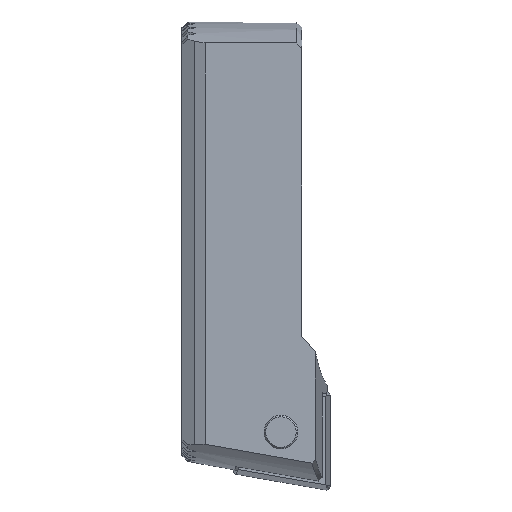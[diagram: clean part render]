
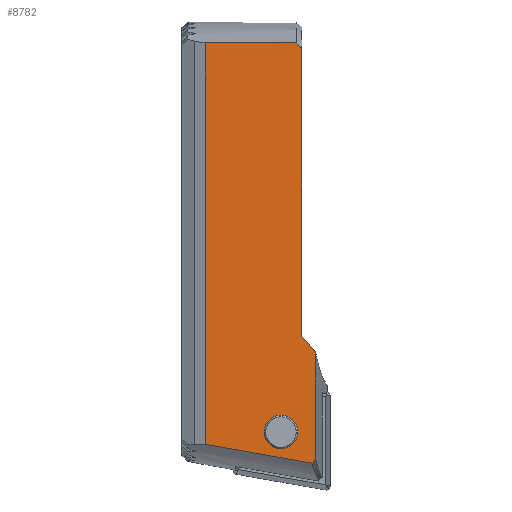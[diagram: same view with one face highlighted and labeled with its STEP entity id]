
A CAD part, front view. The second image highlights one B-rep face of the part: STEP entity #8782.
In plain terms, the highlighted planar face has unit normal (0, -1, 0).
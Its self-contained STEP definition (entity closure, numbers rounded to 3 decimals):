
#157 = ORIENTED_EDGE ( 'NONE', *, *, #14612, .F. ) ;
#253 = VECTOR ( 'NONE', #9816, 1000. ) ;
#257 = CARTESIAN_POINT ( 'NONE',  ( 12.323, -9.3, -21.111 ) ) ;
#328 = CARTESIAN_POINT ( 'NONE',  ( 12.556, -9.3, -20.863 ) ) ;
#395 = DIRECTION ( 'NONE',  ( -0.985, 0., 0.174 ) ) ;
#670 = ORIENTED_EDGE ( 'NONE', *, *, #12875, .T. ) ;
#977 = CARTESIAN_POINT ( 'NONE',  ( 10.7, -9.3, 20.063 ) ) ;
#1908 = ORIENTED_EDGE ( 'NONE', *, *, #6777, .T. ) ;
#1955 = VERTEX_POINT ( 'NONE', #16354 ) ;
#2311 = VERTEX_POINT ( 'NONE', #11678 ) ;
#3225 = CARTESIAN_POINT ( 'NONE',  ( 9.155, -9.3, -16.528 ) ) ;
#4109 = VECTOR ( 'NONE', #14604, 1000. ) ;
#4177 = DIRECTION ( 'NONE',  ( 0., 0., 1. ) ) ;
#4197 = LINE ( 'NONE', #5358, #253 ) ;
#4549 = LINE ( 'NONE', #10193, #14145 ) ;
#5153 = CARTESIAN_POINT ( 'NONE',  ( 12.556, -9.3, -10.3 ) ) ;
#5222 = EDGE_CURVE ( 'NONE', #18048, #18641, #16757, .T. ) ;
#5358 = CARTESIAN_POINT ( 'NONE',  ( 11.2, -9.3, 20.063 ) ) ;
#5756 = B_SPLINE_CURVE_WITH_KNOTS ( 'NONE', 3,
 ( #5153, #15343, #6603, #10885 ),
 .UNSPECIFIED., .F., .F.,
 ( 4, 4 ),
 ( 0.02, 0.022 ),
 .UNSPECIFIED. ) ;
#6066 = ORIENTED_EDGE ( 'NONE', *, *, #5222, .F. ) ;
#6559 = EDGE_CURVE ( 'NONE', #15097, #12052, #10275, .T. ) ;
#6603 = CARTESIAN_POINT ( 'NONE',  ( 11.65, -9.3, -9.289 ) ) ;
#6777 = EDGE_CURVE ( 'NONE', #2311, #1955, #4549, .T. ) ;
#6792 = ORIENTED_EDGE ( 'NONE', *, *, #7214, .T. ) ;
#7214 = EDGE_CURVE ( 'NONE', #8082, #8082, #17514, .T. ) ;
#7837 = CARTESIAN_POINT ( 'NONE',  ( 0.224, -9.3, -19.122 ) ) ;
#8082 = VERTEX_POINT ( 'NONE', #3225 ) ;
#8782 = ADVANCED_FACE ( 'NONE', ( #12405, #16738 ), #8802, .F. ) ;
#8802 = PLANE ( 'NONE',  #15546 ) ;
#9137 = CARTESIAN_POINT ( 'NONE',  ( 12.44, -9.3, -20.987 ) ) ;
#9181 = CARTESIAN_POINT ( 'NONE',  ( 12.207, -9.3, -21.235 ) ) ;
#9278 = EDGE_CURVE ( 'NONE', #18641, #17772, #4197, .T. ) ;
#9470 = LINE ( 'NONE', #7837, #12890 ) ;
#9816 = DIRECTION ( 'NONE',  ( 1., 0., 0. ) ) ;
#9850 = CARTESIAN_POINT ( 'NONE',  ( 11.2, -9.3, 19.51 ) ) ;
#10193 = CARTESIAN_POINT ( 'NONE',  ( 12.556, -9.3, -23.875 ) ) ;
#10275 = LINE ( 'NONE', #18924, #4109 ) ;
#10598 = DIRECTION ( 'NONE',  ( 0., 1., 0. ) ) ;
#10774 = DIRECTION ( 'NONE',  ( 0., 0., 1. ) ) ;
#10885 = CARTESIAN_POINT ( 'NONE',  ( 11.2, -9.3, -8.781 ) ) ;
#11192 = CARTESIAN_POINT ( 'NONE',  ( 1.7, -9.3, 20.063 ) ) ;
#11255 = CARTESIAN_POINT ( 'NONE',  ( 10.867, -9.3, 19.878 ) ) ;
#11290 = CARTESIAN_POINT ( 'NONE',  ( 11.2, -9.3, -8.781 ) ) ;
#11596 = DIRECTION ( 'NONE',  ( 0., 0., 1. ) ) ;
#11612 = ORIENTED_EDGE ( 'NONE', *, *, #6559, .F. ) ;
#11678 = CARTESIAN_POINT ( 'NONE',  ( 12.556, -9.3, -20.863 ) ) ;
#12052 = VERTEX_POINT ( 'NONE', #11290 ) ;
#12405 = FACE_BOUND ( 'NONE', #14584, .T. ) ;
#12875 = EDGE_CURVE ( 'NONE', #15905, #2311, #13333, .T. ) ;
#12890 = VECTOR ( 'NONE', #395, 1000. ) ;
#12894 = VECTOR ( 'NONE', #10774, 1000. ) ;
#12913 = CARTESIAN_POINT ( 'NONE',  ( 9.155, -9.3, -18.178 ) ) ;
#13333 = B_SPLINE_CURVE_WITH_KNOTS ( 'NONE', 3,
 ( #9181, #257, #9137, #328 ),
 .UNSPECIFIED., .F., .F.,
 ( 4, 4 ),
 ( 0., 1. ),
 .UNSPECIFIED. ) ;
#13444 = CARTESIAN_POINT ( 'NONE',  ( 1.7, -9.3, -19.382 ) ) ;
#13660 = AXIS2_PLACEMENT_3D ( 'NONE', #12913, #15977, #4177 ) ;
#13752 = EDGE_CURVE ( 'NONE', #1955, #12052, #5756, .T. ) ;
#14145 = VECTOR ( 'NONE', #11596, 1000. ) ;
#14584 = EDGE_LOOP ( 'NONE', ( #6792 ) ) ;
#14604 = DIRECTION ( 'NONE',  ( 0., 0., -1. ) ) ;
#14612 = EDGE_CURVE ( 'NONE', #15905, #18048, #9470, .T. ) ;
#15011 = ORIENTED_EDGE ( 'NONE', *, *, #18634, .F. ) ;
#15086 = ORIENTED_EDGE ( 'NONE', *, *, #9278, .F. ) ;
#15097 = VERTEX_POINT ( 'NONE', #18046 ) ;
#15343 = CARTESIAN_POINT ( 'NONE',  ( 12.102, -9.3, -9.795 ) ) ;
#15451 = B_SPLINE_CURVE_WITH_KNOTS ( 'NONE', 3,
 ( #977, #11255, #16971, #9850 ),
 .UNSPECIFIED., .F., .F.,
 ( 4, 4 ),
 ( 0.019, 0.02 ),
 .UNSPECIFIED. ) ;
#15546 = AXIS2_PLACEMENT_3D ( 'NONE', #17960, #10598, #17775 ) ;
#15803 = CARTESIAN_POINT ( 'NONE',  ( 12.207, -9.3, -21.235 ) ) ;
#15905 = VERTEX_POINT ( 'NONE', #15803 ) ;
#15977 = DIRECTION ( 'NONE',  ( 0., 1., 0. ) ) ;
#16354 = CARTESIAN_POINT ( 'NONE',  ( 12.556, -9.3, -10.3 ) ) ;
#16631 = CARTESIAN_POINT ( 'NONE',  ( 1.7, -9.3, -23.875 ) ) ;
#16738 = FACE_OUTER_BOUND ( 'NONE', #18118, .T. ) ;
#16757 = LINE ( 'NONE', #16631, #12894 ) ;
#16971 = CARTESIAN_POINT ( 'NONE',  ( 11.034, -9.3, 19.694 ) ) ;
#16999 = ORIENTED_EDGE ( 'NONE', *, *, #13752, .T. ) ;
#17514 = CIRCLE ( 'NONE', #13660, 1.65 ) ;
#17772 = VERTEX_POINT ( 'NONE', #18089 ) ;
#17775 = DIRECTION ( 'NONE',  ( 0., 0., 1. ) ) ;
#17960 = CARTESIAN_POINT ( 'NONE',  ( 1.7, -9.3, -23.875 ) ) ;
#18046 = CARTESIAN_POINT ( 'NONE',  ( 11.2, -9.3, 19.51 ) ) ;
#18048 = VERTEX_POINT ( 'NONE', #13444 ) ;
#18089 = CARTESIAN_POINT ( 'NONE',  ( 10.7, -9.3, 20.063 ) ) ;
#18118 = EDGE_LOOP ( 'NONE', ( #15086, #6066, #157, #670, #1908, #16999, #11612, #15011 ) ) ;
#18634 = EDGE_CURVE ( 'NONE', #17772, #15097, #15451, .T. ) ;
#18641 = VERTEX_POINT ( 'NONE', #11192 ) ;
#18924 = CARTESIAN_POINT ( 'NONE',  ( 11.2, -9.3, 25.351 ) ) ;
